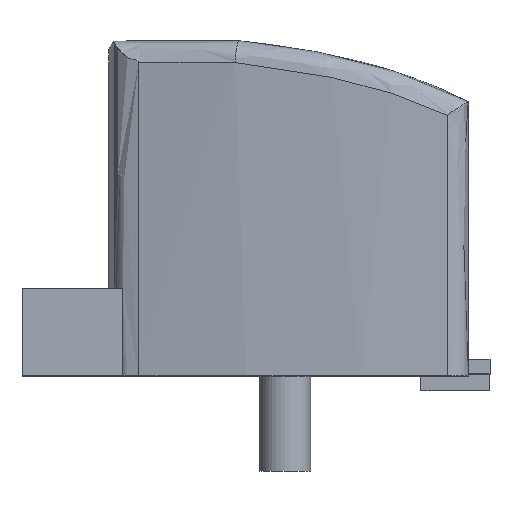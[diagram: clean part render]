
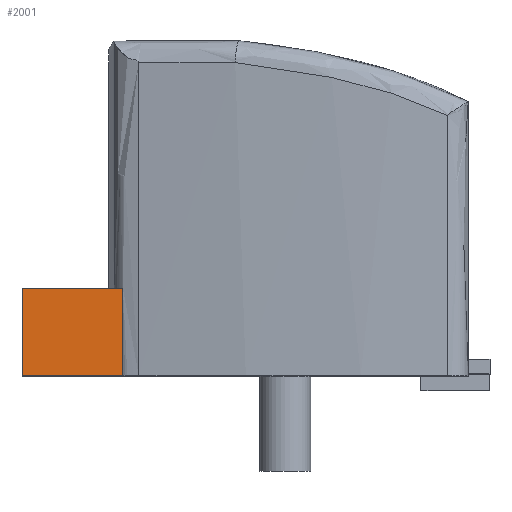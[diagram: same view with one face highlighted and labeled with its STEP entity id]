
A CAD part, top view. The second image highlights one B-rep face of the part: STEP entity #2001.
In plain terms, the highlighted planar face has unit normal (0, 0, 1).
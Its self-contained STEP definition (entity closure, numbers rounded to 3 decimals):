
#30=PLANE('',#2122);
#92=LINE('',#3484,#201);
#93=LINE('',#3486,#202);
#94=LINE('',#3487,#203);
#201=VECTOR('',#2186,10.);
#202=VECTOR('',#2187,10.);
#203=VECTOR('',#2188,10.);
#335=FACE_OUTER_BOUND('',#451,.T.);
#451=EDGE_LOOP('',(#1363,#1364,#1365,#1366));
#602=B_SPLINE_CURVE_WITH_KNOTS('',3,(#3479,#3480,#3481,#3482),
 .UNSPECIFIED.,.F.,.F.,(4,4),(-0.6,0.),.UNSPECIFIED.);
#798=VERTEX_POINT('',#3477);
#799=VERTEX_POINT('',#3478);
#800=VERTEX_POINT('',#3483);
#801=VERTEX_POINT('',#3485);
#1025=EDGE_CURVE('',#798,#799,#602,.T.);
#1026=EDGE_CURVE('',#800,#798,#92,.T.);
#1027=EDGE_CURVE('',#801,#800,#93,.T.);
#1028=EDGE_CURVE('',#799,#801,#94,.T.);
#1363=ORIENTED_EDGE('',*,*,#1025,.F.);
#1364=ORIENTED_EDGE('',*,*,#1026,.F.);
#1365=ORIENTED_EDGE('',*,*,#1027,.F.);
#1366=ORIENTED_EDGE('',*,*,#1028,.F.);
#2001=ADVANCED_FACE('',(#335),#30,.T.);
#2122=AXIS2_PLACEMENT_3D('',#3476,#2184,#2185);
#2184=DIRECTION('center_axis',(0.,0.,1.));
#2185=DIRECTION('ref_axis',(1.,0.,0.));
#2186=DIRECTION('',(1.,0.,0.));
#2187=DIRECTION('',(0.,1.,0.));
#2188=DIRECTION('',(-1.,0.,0.));
#3476=CARTESIAN_POINT('Origin',(26.699,17.,-6.));
#3477=CARTESIAN_POINT('',(33.6,23.,-6.));
#3478=CARTESIAN_POINT('',(33.6,17.,-6.));
#3479=CARTESIAN_POINT('Ctrl Pts',(33.6,23.,-6.));
#3480=CARTESIAN_POINT('Ctrl Pts',(33.6,21.,-6.));
#3481=CARTESIAN_POINT('Ctrl Pts',(33.6,19.,-6.));
#3482=CARTESIAN_POINT('Ctrl Pts',(33.6,17.,-6.));
#3483=CARTESIAN_POINT('',(26.699,23.,-6.));
#3484=CARTESIAN_POINT('',(34.5,23.,-6.));
#3485=CARTESIAN_POINT('',(26.699,17.,-6.));
#3486=CARTESIAN_POINT('',(26.699,17.,-6.));
#3487=CARTESIAN_POINT('',(34.5,17.,-6.));
